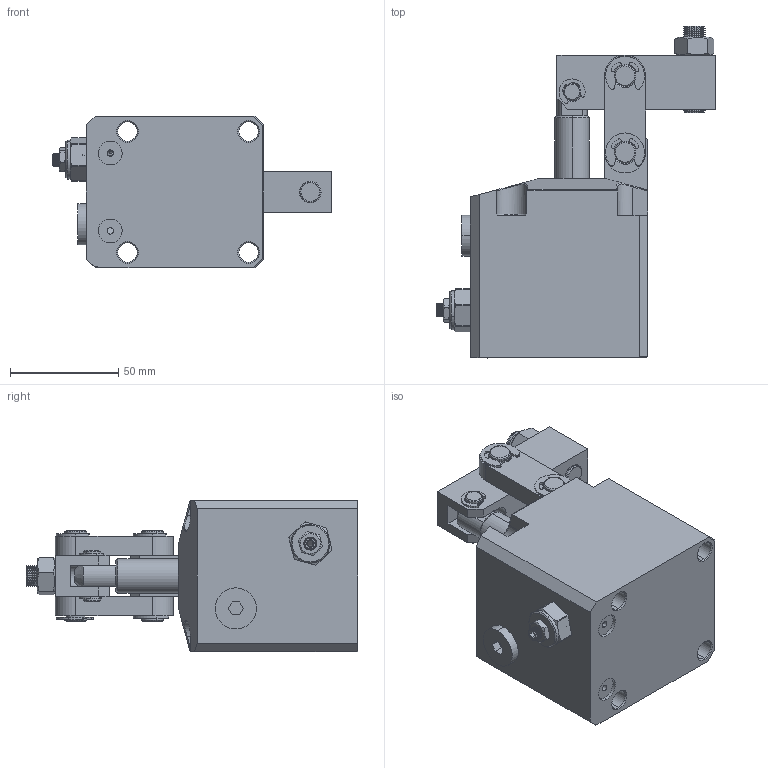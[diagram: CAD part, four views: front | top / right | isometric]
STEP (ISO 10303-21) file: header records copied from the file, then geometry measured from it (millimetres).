
FILE_DESCRIPTION (( 'STEP AP214' ), '1' );
FILE_NAME ('CBLU-45C杠杆式油压缸三维图.STEP', '2019-04-29T03:37:11', ( '' ), ( '' ), 'SwSTEP 2.0', 'SolidWorks 2016', '' );
FILE_SCHEMA (( 'AUTOMOTIVE_DESIGN' ));
Length unit declared in the file: millimetre
Products named in the file (13): CZL20覃厒概_1; CBLU-45C杠杆式油压缸三维图; 囀鞠褒黑芛郔陔1-4; 蹟邡M10; 蹟譫; 湮諶; 苤粟; 酗种粣; 傻种粣; 45揤啣; 錨璃3_1_2; 蟀裝; 45C掛极_1_1_2
Assembly tree (18 placements, depth 2):
  CBLU-45C杠杆式油压缸三维图
    45C掛极_1_1_2
    蟀裝  x2
    錨璃3_1_2
    45揤啣
    傻种粣
    酗种粣  x2
    苤粟  x2
    湮諶  x4
    蹟譫
    蹟邡M10
    囀鞠褒黑芛郔陔1-4
    CZL20覃厒概_1
Bounding box: 129.4 x 153.5 x 70 mm (x, y, z)
Volume: 452416.2 mm3; surface area: 92309.5 mm2
Topology: 17 solids, 22 shells, 951 faces, 2379 edges, 1487 vertices
Faces by surface type: cylinder 361, cone 281, plane 214, bspline 95
Entity records: 30714 total; most frequent: CARTESIAN_POINT 11674, ORIENTED_EDGE 4025, DIRECTION 3692, EDGE_CURVE 2034, AXIS2_PLACEMENT_3D 1416, VERTEX_POINT 1261, EDGE_LOOP 878, LINE 860
